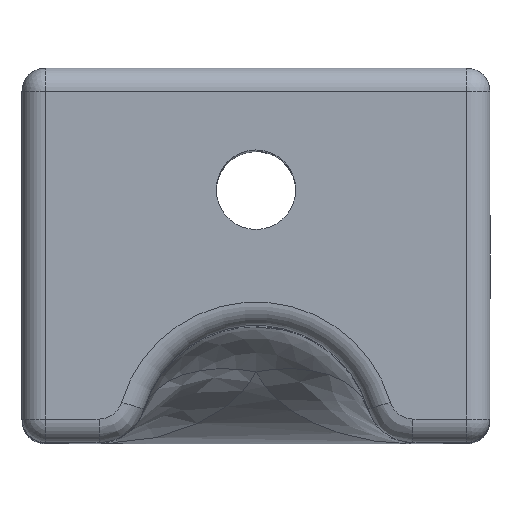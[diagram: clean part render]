
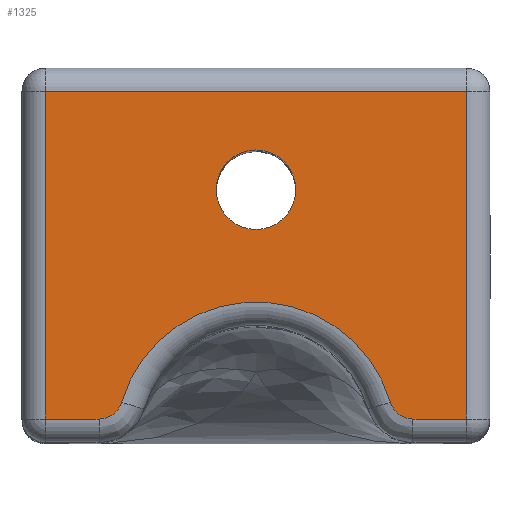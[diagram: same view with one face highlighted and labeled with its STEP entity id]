
A CAD part, top view. The second image highlights one B-rep face of the part: STEP entity #1325.
In plain terms, the highlighted planar face has unit normal (0, 0, 1).
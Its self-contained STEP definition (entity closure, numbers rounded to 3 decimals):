
#19=FACE_BOUND('',#222,.T.);
#141=FACE_OUTER_BOUND('',#221,.T.);
#221=EDGE_LOOP('',(#964,#965,#966,#967,#968,#969,#970,#971));
#222=EDGE_LOOP('',(#972));
#307=CIRCLE('',#1432,3.);
#310=CIRCLE('',#1435,0.5);
#311=CIRCLE('',#1436,0.5);
#313=CIRCLE('',#1444,0.85);
#338=LINE('',#2220,#448);
#339=LINE('',#2250,#449);
#342=LINE('',#2257,#452);
#354=LINE('',#2284,#464);
#355=LINE('',#2285,#465);
#448=VECTOR('',#1623,10.);
#449=VECTOR('',#1640,10.);
#452=VECTOR('',#1647,10.);
#464=VECTOR('',#1667,10.);
#465=VECTOR('',#1668,10.);
#571=VERTEX_POINT('',#2204);
#573=VERTEX_POINT('',#2210);
#576=VERTEX_POINT('',#2217);
#577=VERTEX_POINT('',#2222);
#578=VERTEX_POINT('',#2224);
#579=VERTEX_POINT('',#2236);
#581=VERTEX_POINT('',#2255);
#592=VERTEX_POINT('',#2283);
#593=VERTEX_POINT('',#2286);
#707=EDGE_CURVE('',#573,#576,#338,.T.);
#709=EDGE_CURVE('',#577,#578,#307,.T.);
#712=EDGE_CURVE('',#578,#579,#310,.T.);
#713=EDGE_CURVE('',#576,#577,#311,.T.);
#714=EDGE_CURVE('',#579,#571,#339,.T.);
#718=EDGE_CURVE('',#581,#573,#342,.T.);
#731=EDGE_CURVE('',#592,#581,#354,.T.);
#732=EDGE_CURVE('',#571,#592,#355,.T.);
#733=EDGE_CURVE('',#593,#593,#313,.T.);
#964=ORIENTED_EDGE('',*,*,#707,.F.);
#965=ORIENTED_EDGE('',*,*,#718,.F.);
#966=ORIENTED_EDGE('',*,*,#731,.F.);
#967=ORIENTED_EDGE('',*,*,#732,.F.);
#968=ORIENTED_EDGE('',*,*,#714,.F.);
#969=ORIENTED_EDGE('',*,*,#712,.F.);
#970=ORIENTED_EDGE('',*,*,#709,.F.);
#971=ORIENTED_EDGE('',*,*,#713,.F.);
#972=ORIENTED_EDGE('',*,*,#733,.T.);
#1277=PLANE('',#1443);
#1325=ADVANCED_FACE('',(#141,#19),#1277,.T.);
#1432=AXIS2_PLACEMENT_3D('',#2225,#1628,#1629);
#1435=AXIS2_PLACEMENT_3D('',#2238,#1634,#1635);
#1436=AXIS2_PLACEMENT_3D('',#2248,#1636,#1637);
#1443=AXIS2_PLACEMENT_3D('',#2282,#1665,#1666);
#1444=AXIS2_PLACEMENT_3D('',#2287,#1669,#1670);
#1623=DIRECTION('',(-1.,0.,0.));
#1628=DIRECTION('center_axis',(0.,0.,
1.));
#1629=DIRECTION('ref_axis',(0.,1.,0.));
#1634=DIRECTION('center_axis',(0.,0.,
-1.));
#1635=DIRECTION('ref_axis',(0.598,-0.802,0.));
#1636=DIRECTION('center_axis',(0.,0.,
-1.));
#1637=DIRECTION('ref_axis',(-0.598,-0.802,0.));
#1640=DIRECTION('',(-1.,0.,0.));
#1647=DIRECTION('',(0.,-1.,0.));
#1665=DIRECTION('center_axis',(0.,0.,
1.));
#1666=DIRECTION('ref_axis',(1.,0.,0.));
#1667=DIRECTION('',(1.,0.,0.));
#1668=DIRECTION('',(0.,1.,0.));
#1669=DIRECTION('center_axis',(0.,0.,
-1.));
#1670=DIRECTION('ref_axis',(-1.,0.,0.));
#2204=CARTESIAN_POINT('',(-11.069,-2.4,43.55));
#2210=CARTESIAN_POINT('',(-2.069,-2.4,43.55));
#2217=CARTESIAN_POINT('',(-3.215,-2.4,43.55));
#2220=CARTESIAN_POINT('',(-3.897,-2.4,43.55));
#2222=CARTESIAN_POINT('',(-3.695,-2.043,43.55));
#2224=CARTESIAN_POINT('',(-9.444,-2.043,43.55));
#2225=CARTESIAN_POINT('Origin',(-6.569,-2.9,43.55));
#2236=CARTESIAN_POINT('',(-9.924,-2.4,43.55));
#2238=CARTESIAN_POINT('Origin',(-9.924,-1.9,43.55));
#2248=CARTESIAN_POINT('Origin',(-3.215,-1.9,43.55));
#2250=CARTESIAN_POINT('',(-3.897,-2.4,43.55));
#2255=CARTESIAN_POINT('',(-2.069,4.6,43.55));
#2257=CARTESIAN_POINT('',(-2.069,-3.3,43.55));
#2282=CARTESIAN_POINT('Origin',(3.775,-3.7,43.55));
#2283=CARTESIAN_POINT('',(-11.069,4.6,43.55));
#2284=CARTESIAN_POINT('',(1.103,4.6,43.55));
#2285=CARTESIAN_POINT('',(-11.069,0.7,43.55));
#2286=CARTESIAN_POINT('',(-5.719,2.5,43.55));
#2287=CARTESIAN_POINT('Origin',(-6.569,2.5,43.55));
